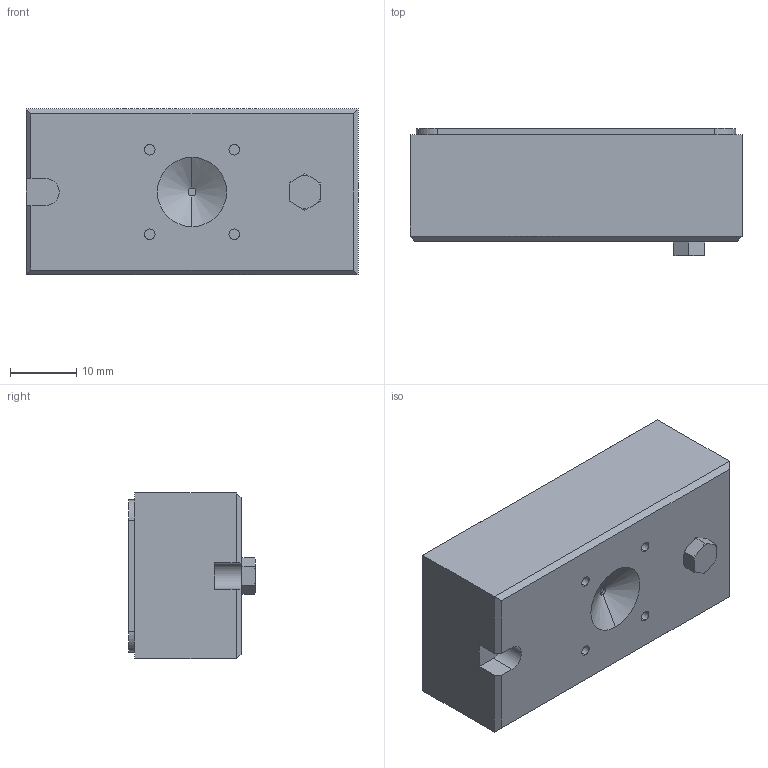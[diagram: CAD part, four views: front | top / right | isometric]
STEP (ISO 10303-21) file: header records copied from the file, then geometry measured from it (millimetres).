
FILE_DESCRIPTION (( 'STEP AP203' ), '1' );
FILE_NAME ('S122501-0.STEP', '2015-10-07T14:23:20', ( '' ), ( '' ), 'SwSTEP 2.0', 'SolidWorks 2015', '' );
FILE_SCHEMA (( 'CONFIG_CONTROL_DESIGN' ));
Length unit declared in the file: inch
Products named in the file (1): S122501-0
Bounding box: 50 x 19.11 x 25 mm (x, y, z)
Volume: 20822.1 mm3; surface area: 5161.1 mm2
Topology: 1 solids, 1 shells, 66 faces, 163 edges, 107 vertices
Faces by surface type: plane 31, cylinder 17, cone 9, bspline 9
Entity records: 22923 total; most frequent: CARTESIAN_POINT 21356, ORIENTED_EDGE 326, DIRECTION 272, EDGE_CURVE 163, VERTEX_POINT 107, AXIS2_PLACEMENT_3D 99, LINE 74, EDGE_LOOP 74
